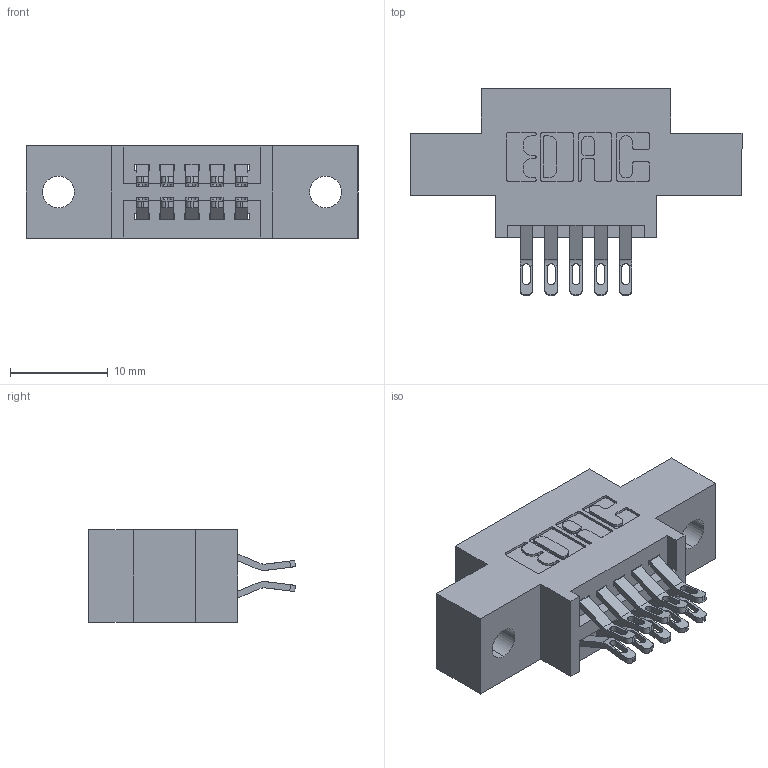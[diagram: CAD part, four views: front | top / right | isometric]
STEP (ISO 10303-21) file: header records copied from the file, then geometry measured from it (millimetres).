
FILE_DESCRIPTION (( 'STEP AP203' ), '1' );
FILE_NAME ('395-010-555-802.STEP', '2018-11-02T14:26:59', ( '' ), ( '' ), 'SwSTEP 2.0', 'SolidWorks 2016', '' );
FILE_SCHEMA (( 'CONFIG_CONTROL_DESIGN' ));
Length unit declared in the file: inch
Products named in the file (3): 395-010-555-802; 345-292-001_555 Tail; 345 Part_0.170 Offset - 0.128 Dia
Assembly tree (11 placements, depth 2):
  395-010-555-802
    345 Part_0.170 Offset - 0.128 Dia
    345-292-001_555 Tail  x10
Bounding box: 33.91 x 21.13 x 9.4 mm (x, y, z)
Volume: 2829.4 mm3; surface area: 3437.4 mm2
Topology: 11 solids, 11 shells, 690 faces, 2123 edges, 1414 vertices
Faces by surface type: plane 394, cylinder 296
Entity records: 9365 total; most frequent: CARTESIAN_POINT 1642, ORIENTED_EDGE 1546, DIRECTION 1461, EDGE_CURVE 773, VECTOR 601, LINE 601, VERTEX_POINT 514, AXIS2_PLACEMENT_3D 430
